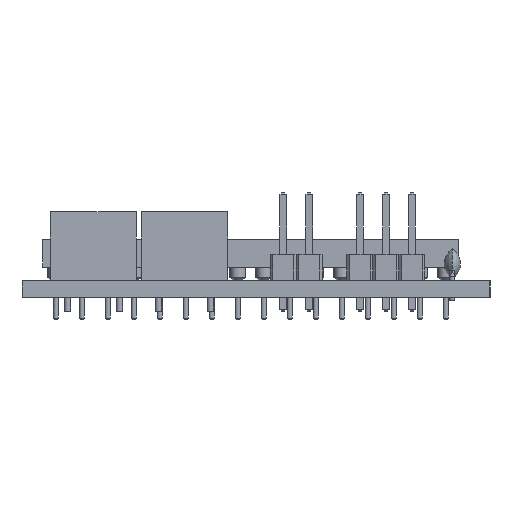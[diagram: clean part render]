
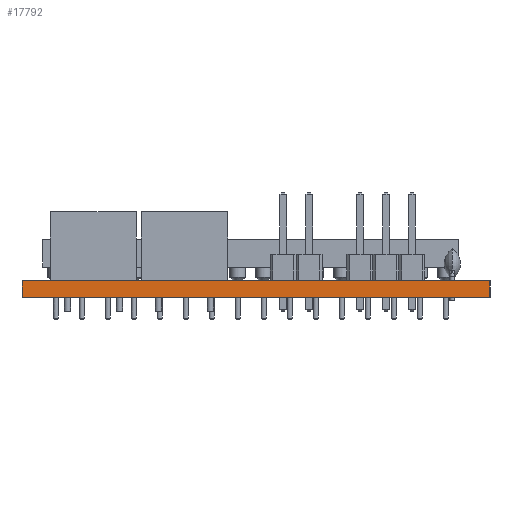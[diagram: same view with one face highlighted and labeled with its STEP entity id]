
A CAD part, left-side view. The second image highlights one B-rep face of the part: STEP entity #17792.
In plain terms, the highlighted planar face has unit normal (-1, 0, 0).
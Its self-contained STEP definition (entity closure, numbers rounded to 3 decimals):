
#16577 = VERTEX_POINT('',#16578);
#16578 = CARTESIAN_POINT('',(120.523,-69.088,0.));
#16584 = EDGE_CURVE('',#16585,#16577,#16587,.T.);
#16585 = VERTEX_POINT('',#16586);
#16586 = CARTESIAN_POINT('',(120.523,-114.808,0.));
#16587 = LINE('',#16588,#16589);
#16588 = CARTESIAN_POINT('',(120.523,-114.808,0.));
#16589 = VECTOR('',#16590,1.);
#16590 = DIRECTION('',(0.,1.,0.));
#17171 = VERTEX_POINT('',#17172);
#17172 = CARTESIAN_POINT('',(120.523,-69.088,1.6));
#17178 = EDGE_CURVE('',#17179,#17171,#17181,.T.);
#17179 = VERTEX_POINT('',#17180);
#17180 = CARTESIAN_POINT('',(120.523,-114.808,1.6));
#17181 = LINE('',#17182,#17183);
#17182 = CARTESIAN_POINT('',(120.523,-114.808,1.6));
#17183 = VECTOR('',#17184,1.);
#17184 = DIRECTION('',(0.,1.,0.));
#17762 = EDGE_CURVE('',#16577,#17171,#17763,.T.);
#17763 = LINE('',#17764,#17765);
#17764 = CARTESIAN_POINT('',(120.523,-69.088,0.));
#17765 = VECTOR('',#17766,1.);
#17766 = DIRECTION('',(0.,0.,1.));
#17781 = EDGE_CURVE('',#16585,#17179,#17782,.T.);
#17782 = LINE('',#17783,#17784);
#17783 = CARTESIAN_POINT('',(120.523,-114.808,0.));
#17784 = VECTOR('',#17785,1.);
#17785 = DIRECTION('',(0.,0.,1.));
#17792 = ADVANCED_FACE('',(#17793),#17799,.T.);
#17793 = FACE_BOUND('',#17794,.T.);
#17794 = EDGE_LOOP('',(#17795,#17796,#17797,#17798));
#17795 = ORIENTED_EDGE('',*,*,#17781,.T.);
#17796 = ORIENTED_EDGE('',*,*,#17178,.T.);
#17797 = ORIENTED_EDGE('',*,*,#17762,.F.);
#17798 = ORIENTED_EDGE('',*,*,#16584,.F.);
#17799 = PLANE('',#17800);
#17800 = AXIS2_PLACEMENT_3D('',#17801,#17802,#17803);
#17801 = CARTESIAN_POINT('',(120.523,-114.808,0.));
#17802 = DIRECTION('',(-1.,0.,0.));
#17803 = DIRECTION('',(0.,1.,0.));
